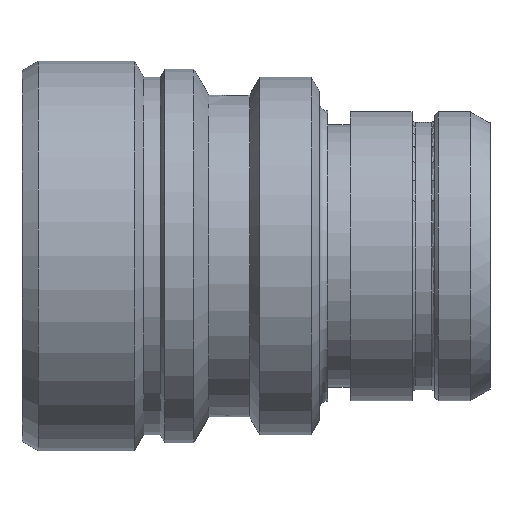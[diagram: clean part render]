
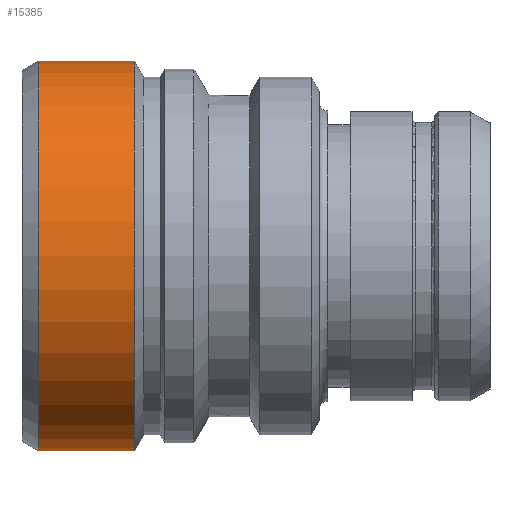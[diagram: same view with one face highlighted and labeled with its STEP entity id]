
A CAD part, top view. The second image highlights one B-rep face of the part: STEP entity #15385.
In plain terms, the highlighted cylindrical face has radius 12 mm (diameter 24 mm), a partial arc.
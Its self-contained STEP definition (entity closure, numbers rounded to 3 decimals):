
#450=CARTESIAN_POINT('',(1.,0.,0.));
#451=DIRECTION('',(1.,0.,0.));
#452=DIRECTION('',(0.,1.,0.));
#453=AXIS2_PLACEMENT_3D('',#450,#451,#452);
#455=CARTESIAN_POINT('',(6.923,0.,0.));
#456=DIRECTION('',(1.,0.,0.));
#457=DIRECTION('',(0.,1.,0.));
#458=AXIS2_PLACEMENT_3D('',#455,#456,#457);
#460=DIRECTION('',(-1.,0.,0.));
#461=VECTOR('',#460,5.923);
#462=CARTESIAN_POINT('',(6.923,12.,0.));
#463=LINE('1325',#462,#461);
#464=DIRECTION('',(-1.,0.,0.));
#465=VECTOR('',#464,5.923);
#466=CARTESIAN_POINT('',(6.923,-12.,0.));
#467=LINE('1340',#466,#465);
#12264=CARTESIAN_POINT('',(6.923,12.,0.));
#12265=VERTEX_POINT('',#12264);
#12266=CARTESIAN_POINT('',(1.,12.,0.));
#12267=VERTEX_POINT('',#12266);
#12300=CARTESIAN_POINT('',(6.923,-12.,0.));
#12301=VERTEX_POINT('',#12300);
#12302=CARTESIAN_POINT('',(1.,-12.,0.));
#12303=VERTEX_POINT('',#12302);
#15371=CARTESIAN_POINT('',(-1.44,0.,0.));
#15372=DIRECTION('',(1.,0.,0.));
#15373=DIRECTION('',(0.,-1.,0.));
#15374=AXIS2_PLACEMENT_3D('',#15371,#15372,#15373);
#15375=CYLINDRICAL_SURFACE('277',#15374,12.);
#15377=ORIENTED_EDGE('1325',*,*,#15376,.F.);
#15379=ORIENTED_EDGE('1358',*,*,#15378,.T.);
#15381=ORIENTED_EDGE('1340',*,*,#15380,.T.);
#15382=ORIENTED_EDGE('1359',*,*,#15357,.F.);
#15383=EDGE_LOOP('277',(#15377,#15379,#15381,#15382));
#15384=FACE_OUTER_BOUND('277',#15383,.F.);
#454=CIRCLE('1359',#453,12.);
#459=CIRCLE('1358',#458,12.);
#15357=EDGE_CURVE('1359',#12267,#12303,#454,.T.);
#15376=EDGE_CURVE('1325',#12265,#12267,#463,.T.);
#15378=EDGE_CURVE('1358',#12265,#12301,#459,.T.);
#15380=EDGE_CURVE('1340',#12301,#12303,#467,.T.);
#15385=ADVANCED_FACE('277',(#15384),#15375,.T.);
